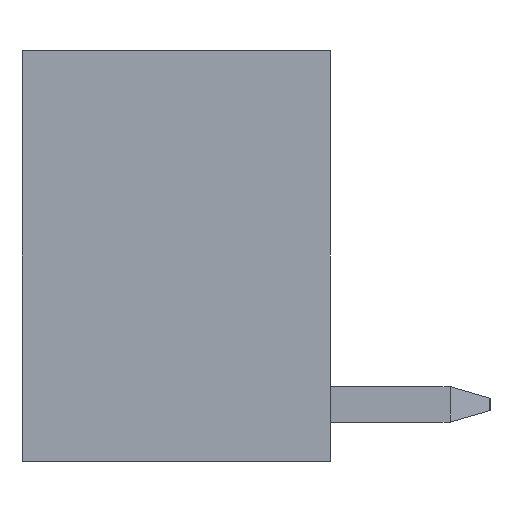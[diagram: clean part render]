
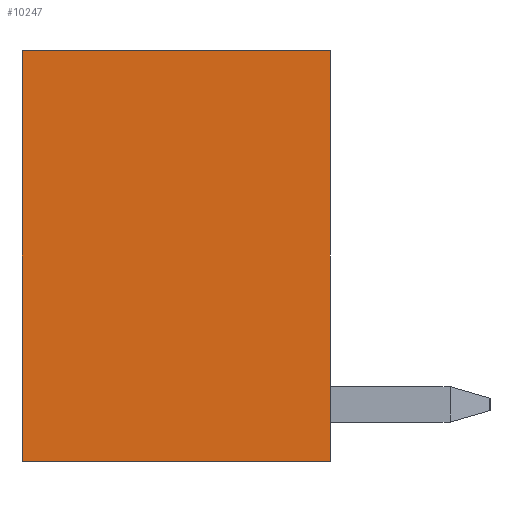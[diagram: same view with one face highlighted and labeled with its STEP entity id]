
A CAD part, left-side view. The second image highlights one B-rep face of the part: STEP entity #10247.
In plain terms, the highlighted planar face has unit normal (-1, 0, 0).
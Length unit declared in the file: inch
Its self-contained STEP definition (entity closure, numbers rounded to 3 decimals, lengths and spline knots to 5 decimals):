
#1=DIRECTION('',(0.,-1.,0.));
#2=VECTOR('',#1,0.27);
#3=CARTESIAN_POINT('',(-1.2675,0.27,0.18));
#4=LINE('',#3,#2);
#1043=DIRECTION('',(0.,0.,-1.));
#1044=VECTOR('',#1043,0.36);
#1045=CARTESIAN_POINT('',(-1.2675,0.27,0.18));
#1046=LINE('',#1045,#1044);
#1047=DIRECTION('',(0.,0.,-1.));
#1048=VECTOR('',#1047,0.36);
#1049=CARTESIAN_POINT('',(-1.2675,0.,0.18));
#1050=LINE('',#1049,#1048);
#1347=DIRECTION('',(0.,-1.,0.));
#1348=VECTOR('',#1347,0.27);
#1349=CARTESIAN_POINT('',(-1.2675,0.27,-0.18));
#1350=LINE('',#1349,#1348);
#7357=CARTESIAN_POINT('',(-1.2675,0.27,0.18));
#7358=CARTESIAN_POINT('',(-1.2675,0.,0.18));
#7359=VERTEX_POINT('',#7357);
#7360=VERTEX_POINT('',#7358);
#7365=CARTESIAN_POINT('',(-1.2675,0.27,-0.18));
#7366=CARTESIAN_POINT('',(-1.2675,0.,-0.18));
#7367=VERTEX_POINT('',#7365);
#7368=VERTEX_POINT('',#7366);
#10233=CARTESIAN_POINT('',(-1.2675,0.27,0.18));
#10234=DIRECTION('',(-1.,0.,0.));
#10235=DIRECTION('',(0.,-1.,0.));
#10236=AXIS2_PLACEMENT_3D('',#10233,#10234,#10235);
#10237=PLANE('',#10236);
#10238=ORIENTED_EDGE('',*,*,#9682,.T.);
#10240=ORIENTED_EDGE('',*,*,#10239,.T.);
#10242=ORIENTED_EDGE('',*,*,#10241,.F.);
#10244=ORIENTED_EDGE('',*,*,#10243,.F.);
#10245=EDGE_LOOP('',(#10238,#10240,#10242,#10244));
#10246=FACE_OUTER_BOUND('',#10245,.F.);
#10247=ADVANCED_FACE('',(#10246),#10237,.T.);
#9682=EDGE_CURVE('',#7359,#7360,#4,.T.);
#10239=EDGE_CURVE('',#7360,#7368,#1050,.T.);
#10241=EDGE_CURVE('',#7367,#7368,#1350,.T.);
#10243=EDGE_CURVE('',#7359,#7367,#1046,.T.);
